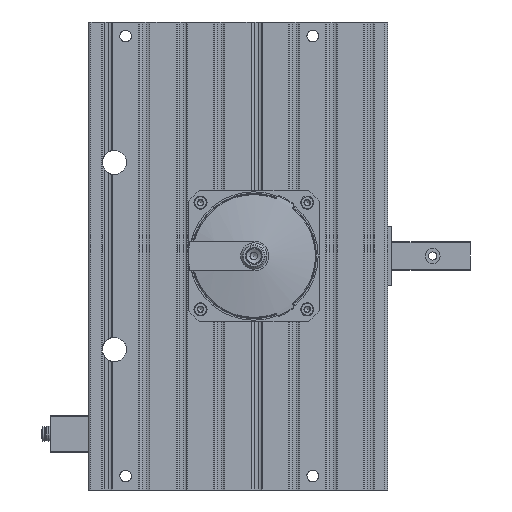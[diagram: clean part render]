
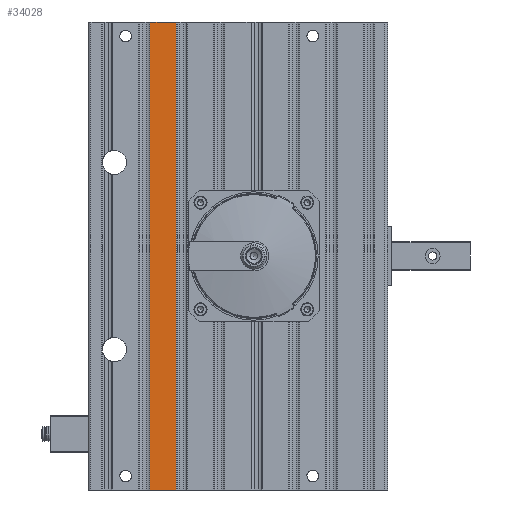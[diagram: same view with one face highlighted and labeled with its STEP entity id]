
A CAD part, left-side view. The second image highlights one B-rep face of the part: STEP entity #34028.
In plain terms, the highlighted planar face has unit normal (-1, 0, 0).
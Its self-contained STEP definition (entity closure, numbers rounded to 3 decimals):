
#1000=PLANE('',#37469);
#4920=ORIENTED_EDGE('',*,*,#14456,.T.);
#4921=ORIENTED_EDGE('',*,*,#14457,.F.);
#4922=ORIENTED_EDGE('',*,*,#14458,.F.);
#4923=ORIENTED_EDGE('',*,*,#14454,.T.);
#14454=EDGE_CURVE('',#19148,#19147,#22390,.T.);
#14456=EDGE_CURVE('',#19147,#19149,#22391,.T.);
#14457=EDGE_CURVE('',#19150,#19149,#22392,.T.);
#14458=EDGE_CURVE('',#19148,#19150,#22393,.T.);
#19147=VERTEX_POINT('',#53661);
#19148=VERTEX_POINT('',#53663);
#19149=VERTEX_POINT('',#53667);
#19150=VERTEX_POINT('',#53669);
#22390=LINE('',#53662,#25015);
#22391=LINE('',#53666,#25016);
#22392=LINE('',#53668,#25017);
#22393=LINE('',#53670,#25018);
#25015=VECTOR('',#42151,1000.);
#25016=VECTOR('',#42156,1000.);
#25017=VECTOR('',#42157,1000.);
#25018=VECTOR('',#42158,1000.);
#27483=EDGE_LOOP('',(#4920,#4921,#4922,#4923));
#30384=FACE_BOUND('',#27483,.T.);
#34028=ADVANCED_FACE('',(#30384),#1000,.F.);
#37469=AXIS2_PLACEMENT_3D('',#53665,#42154,#42155);
#42151=DIRECTION('',(0.,0.,-1.));
#42154=DIRECTION('',(1.,0.,0.));
#42155=DIRECTION('',(0.,1.,0.));
#42156=DIRECTION('',(0.,-1.,0.));
#42157=DIRECTION('',(0.,0.,-1.));
#42158=DIRECTION('',(0.,-1.,0.));
#53661=CARTESIAN_POINT('',(0.,47.,-125.));
#53662=CARTESIAN_POINT('',(0.,47.,125.));
#53663=CARTESIAN_POINT('',(0.,47.,125.));
#53665=CARTESIAN_POINT('',(0.,47.,125.));
#53666=CARTESIAN_POINT('',(0.,47.,-125.));
#53667=CARTESIAN_POINT('',(0.,33.,-125.));
#53668=CARTESIAN_POINT('',(0.,33.,125.));
#53669=CARTESIAN_POINT('',(0.,33.,125.));
#53670=CARTESIAN_POINT('',(0.,47.,125.));
